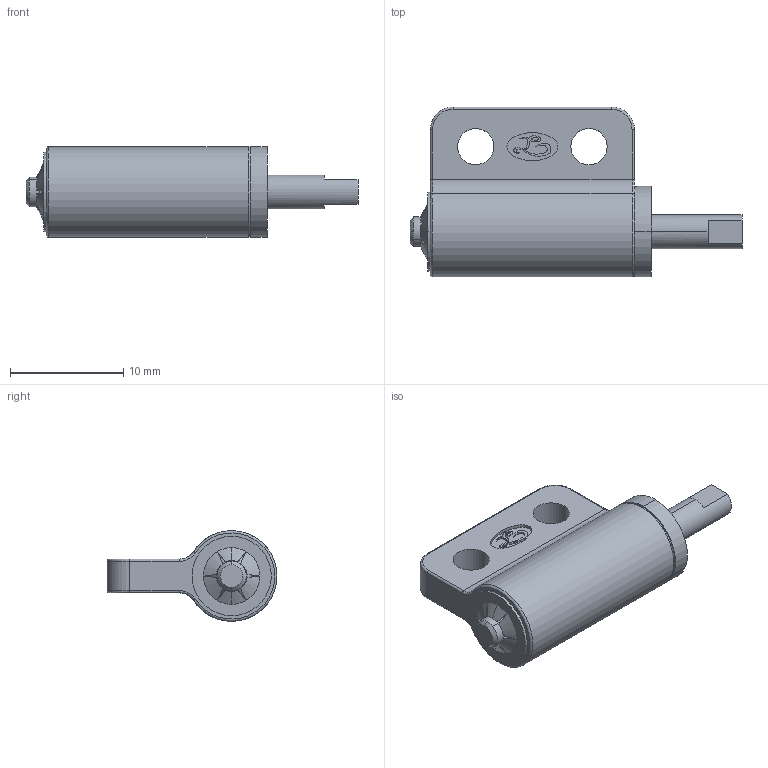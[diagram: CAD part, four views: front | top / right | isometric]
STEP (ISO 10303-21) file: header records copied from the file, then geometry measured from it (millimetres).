
FILE_DESCRIPTION( (''), '2;1');
FILE_NAME ('PC005.10220.TH_174_4_21824.stp','2022-09-01T11:04:05',(''),(''),'spGate 18.9.1 (****-****-****-****)','','');
FILE_SCHEMA (('AUTOMOTIVE_DESIGN'));
Length unit declared in the file: millimetre
Bounding box: 29.3 x 15 x 8 mm (x, y, z)
Volume: 1342.4 mm3; surface area: 1387.4 mm2
Topology: 1 solids, 1 shells, 147 faces, 405 edges, 259 vertices
Faces by surface type: cylinder 77, plane 38, bspline 32
Entity records: 8226 total; most frequent: CARTESIAN_POINT 1319, ORIENTED_EDGE 810, DIRECTION 804, COLOUR_RGB 553, PRESENTATION_STYLE_ASSIGNMENT 553, STYLED_ITEM 553, EDGE_CURVE 405, DRAUGHTING_PRE_DEFINED_CURVE_FONT 405
